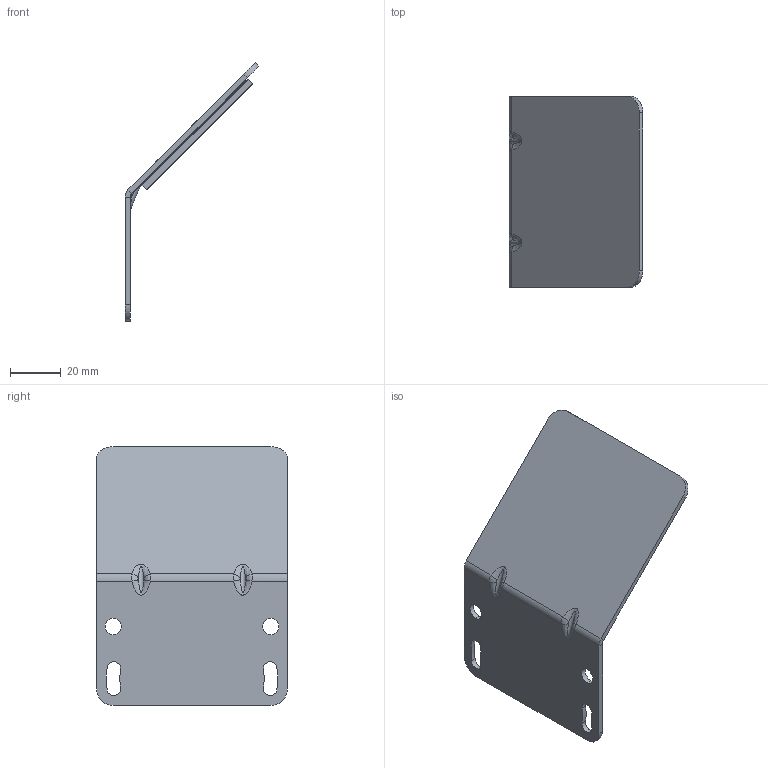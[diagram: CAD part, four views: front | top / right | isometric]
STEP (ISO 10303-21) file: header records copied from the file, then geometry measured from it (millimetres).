
FILE_DESCRIPTION((''),'2;1');
FILE_NAME('DB010511_OMH1000_SPIEGEL_KPL','2023-06-13T10:53:39',('twuensche'),(''),'CREO PARAMETRIC BY PTC INC, 2022284','CREO PARAMETRIC BY PTC INC, 2022284','');
FILE_SCHEMA(('CONFIG_CONTROL_DESIGN','SHAPE_APPEARANCE_LAYERS_GROUPS'));
Length unit declared in the file: millimetre
Products named in the file (4): DB010506_OMH1000_UMLENKSPIEGEL; DB010516_OMH1000_KLEBEPAD; DB010510_OMH1000_SPIEGEL; DB010511_OMH1000_SPIEGEL_KPL
Assembly tree (3 placements, depth 2):
  DB010511_OMH1000_SPIEGEL_KPL
    DB010506_OMH1000_UMLENKSPIEGEL
    DB010516_OMH1000_KLEBEPAD
    DB010510_OMH1000_SPIEGEL
Bounding box: 52.68 x 75 x 101.77 mm (x, y, z)
Volume: 31008.1 mm3; surface area: 34938.5 mm2
Topology: 3 solids, 3 shells, 74 faces, 172 edges, 104 vertices
Faces by surface type: plane 32, cylinder 26, bspline 16
Entity records: 4754 total; most frequent: CARTESIAN_POINT 2457, ORIENTED_EDGE 344, DIRECTION 322, PRESENTATION_STYLE_ASSIGNMENT 176, STYLED_ITEM 175, CURVE_STYLE 172, EDGE_CURVE 172, AXIS2_PLACEMENT_3D 117
